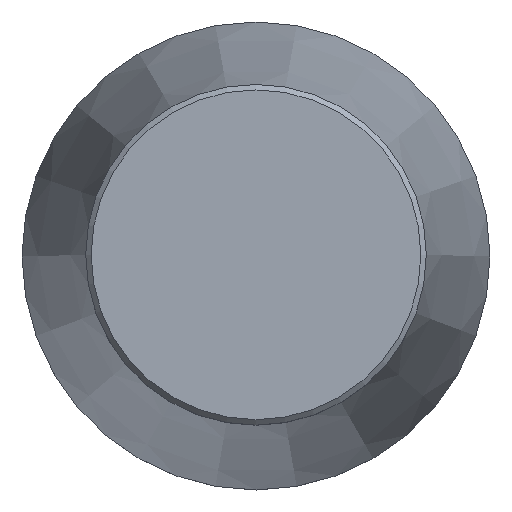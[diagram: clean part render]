
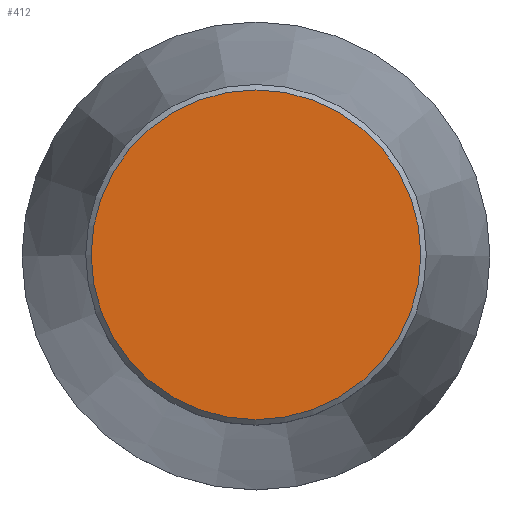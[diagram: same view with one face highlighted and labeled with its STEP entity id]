
A CAD part, top view. The second image highlights one B-rep face of the part: STEP entity #412.
In plain terms, the highlighted planar face has unit normal (0, 0, 1).
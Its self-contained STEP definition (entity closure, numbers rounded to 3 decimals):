
#39=PLANE('',#478);
#61=FACE_OUTER_BOUND('',#92,.T.);
#92=EDGE_LOOP('',(#357));
#168=CIRCLE('',#477,3.03);
#204=VERTEX_POINT('',#733);
#256=EDGE_CURVE('',#204,#204,#168,.T.);
#357=ORIENTED_EDGE('',*,*,#256,.F.);
#412=ADVANCED_FACE('',(#61),#39,.F.);
#477=AXIS2_PLACEMENT_3D('',#735,#599,#600);
#478=AXIS2_PLACEMENT_3D('',#736,#601,#602);
#599=DIRECTION('center_axis',(0.,0.,-1.));
#600=DIRECTION('ref_axis',(-1.,0.,0.));
#601=DIRECTION('center_axis',(0.,0.,-1.));
#602=DIRECTION('ref_axis',(-1.,0.,0.));
#733=CARTESIAN_POINT('',(3.03,0.,36.55));
#735=CARTESIAN_POINT('Origin',(0.,0.,36.55));
#736=CARTESIAN_POINT('Origin',(0.,0.,36.55));
